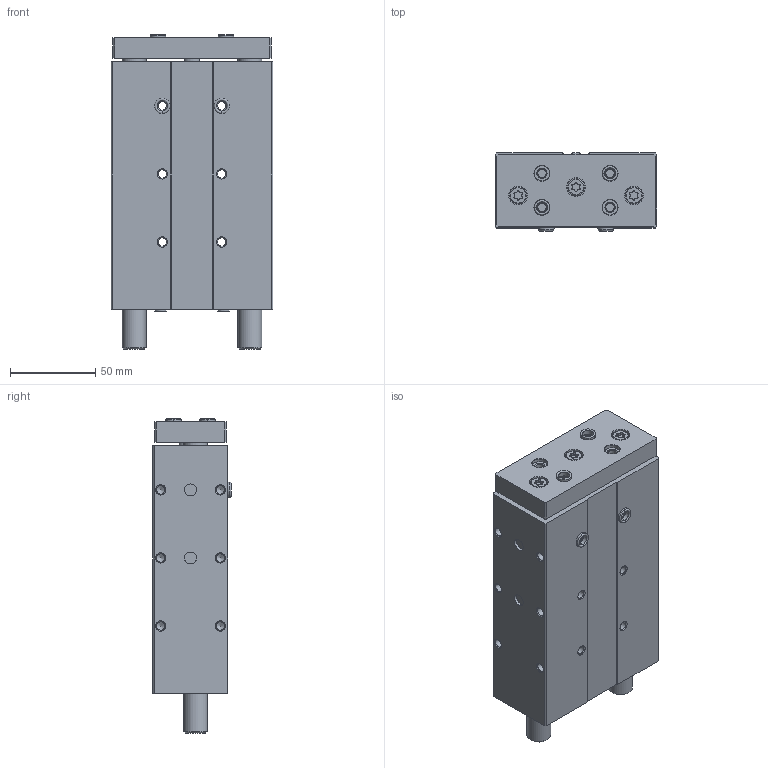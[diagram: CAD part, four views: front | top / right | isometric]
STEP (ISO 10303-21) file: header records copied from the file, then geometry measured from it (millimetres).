
FILE_DESCRIPTION(/* description */ ('STEP AP214'),/* implementation_level */ '2;1');
FILE_NAME(/* name */ '170928_DFM-25-100-P-A-KF',/* time_stamp */ '2024-08-14T20:56:04+02:00',/* author */ ('License CC BY-ND 4.0'),/* organization */ ('CADENAS'),/* preprocessor_version */ 'ST-DEVELOPER v19.3',/* originating_system */ 'PARTsolutions',/* authorisation */ ' ');
FILE_SCHEMA (('AUTOMOTIVE_DESIGN {1 0 10303 214 3 1 1}'));
Length unit declared in the file: millimetre
Products named in the file (6): 170928 DFM-25-100-P-A-KF---(0); 170928 DFM-25-100-P-A-KF---(Z); 170928 DFM-25-100-P-A-KF---(K); 8137184 ZBH-9-B; 116515 G1/8; 8146544 ZBH-7-B
Assembly tree (10 placements, depth 2):
  170928 DFM-25-100-P-A-KF---(0)
    170928 DFM-25-100-P-A-KF---(Z)
    170928 DFM-25-100-P-A-KF---(K)
    8137184 ZBH-9-B  x4
    116515 G1/8  x2
    8146544 ZBH-7-B  x2
Bounding box: 95 x 45.85 x 184.8 mm (x, y, z)
Volume: 594152.6 mm3; surface area: 117725.7 mm2
Topology: 10 solids, 10 shells, 332 faces, 739 edges, 473 vertices
Faces by surface type: cylinder 131, plane 130, cone 56, torus 15
Full cylindrical faces by diameter (mm): 4.917 x20, 5.2 x6, 7 x4, 8.566 x4, 9 x12, 9.728 x6, 10 x5, 11 x3, 14 x4, 25 x2, 26 x1
Entity records: 7660 total; most frequent: DIRECTION 1364, CARTESIAN_POINT 1255, ORIENTED_EDGE 998, AXIS2_PLACEMENT_3D 585, EDGE_CURVE 499, FACE_BOUND 479, EDGE_LOOP 468, VERTEX_POINT 398
